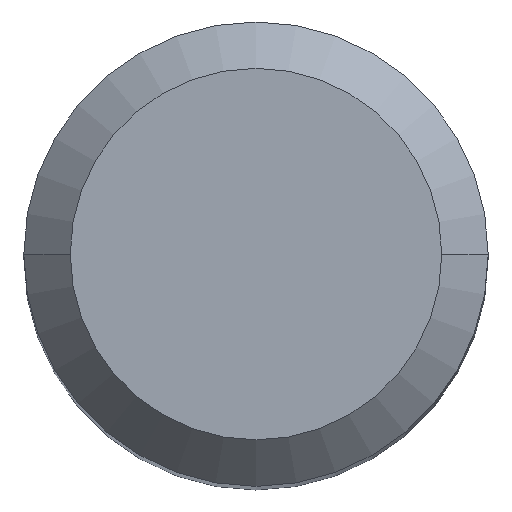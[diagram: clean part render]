
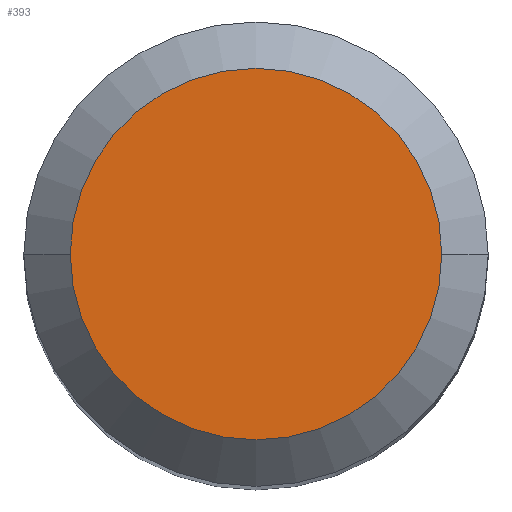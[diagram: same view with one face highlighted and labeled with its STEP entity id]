
A CAD part, top view. The second image highlights one B-rep face of the part: STEP entity #393.
In plain terms, the highlighted planar face has unit normal (0, 0, 1).
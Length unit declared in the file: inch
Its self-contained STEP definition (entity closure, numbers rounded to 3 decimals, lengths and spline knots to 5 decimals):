
#23 = EDGE_CURVE ( 'NONE', #56, #295, #155, .T. ) ;
#29 = CIRCLE ( 'NONE', #70, 0.126 ) ;
#56 = VERTEX_POINT ( 'NONE', #243 ) ;
#64 = DIRECTION ( 'NONE',  ( 0., 0., -1. ) ) ;
#70 = AXIS2_PLACEMENT_3D ( 'NONE', #141, #75, #488 ) ;
#75 = DIRECTION ( 'NONE',  ( 0., 0., 1. ) ) ;
#128 = EDGE_CURVE ( 'NONE', #295, #56, #29, .T. ) ;
#131 = FACE_OUTER_BOUND ( 'NONE', #223, .T. ) ;
#134 = DIRECTION ( 'NONE',  ( -1., 0., 0. ) ) ;
#138 = PLANE ( 'NONE',  #456 ) ;
#141 = CARTESIAN_POINT ( 'NONE',  ( 0., 0., 0. ) ) ;
#155 = CIRCLE ( 'NONE', #449, 0.126 ) ;
#162 = ORIENTED_EDGE ( 'NONE', *, *, #128, .T. ) ;
#200 = DIRECTION ( 'NONE',  ( 0., 0., 1. ) ) ;
#223 = EDGE_LOOP ( 'NONE', ( #459, #162 ) ) ;
#243 = CARTESIAN_POINT ( 'NONE',  ( -0.126, 0., 0. ) ) ;
#282 = CARTESIAN_POINT ( 'NONE',  ( 0., 0., 0. ) ) ;
#295 = VERTEX_POINT ( 'NONE', #408 ) ;
#344 = CARTESIAN_POINT ( 'NONE',  ( 0., 0., 0. ) ) ;
#348 = DIRECTION ( 'NONE',  ( 1., 0., 0. ) ) ;
#393 = ADVANCED_FACE ( 'NONE', ( #131 ), #138, .F. ) ;
#408 = CARTESIAN_POINT ( 'NONE',  ( 0.126, 0., 0. ) ) ;
#449 = AXIS2_PLACEMENT_3D ( 'NONE', #344, #200, #348 ) ;
#456 = AXIS2_PLACEMENT_3D ( 'NONE', #282, #64, #134 ) ;
#459 = ORIENTED_EDGE ( 'NONE', *, *, #23, .T. ) ;
#488 = DIRECTION ( 'NONE',  ( 1., 0., 0. ) ) ;
